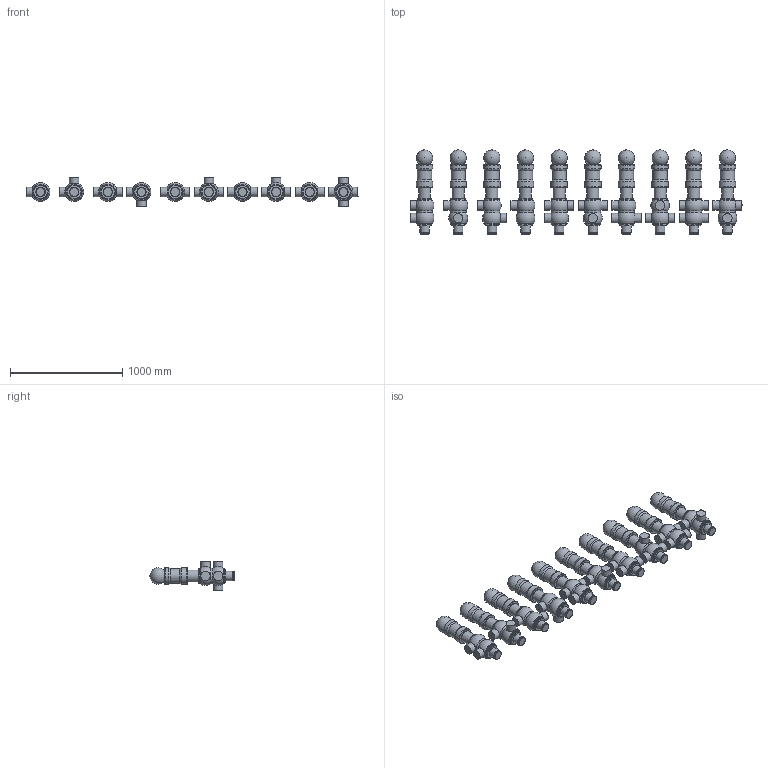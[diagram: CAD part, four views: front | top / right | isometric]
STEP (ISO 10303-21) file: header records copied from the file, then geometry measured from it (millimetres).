
FILE_DESCRIPTION(/* description */ (''),/* implementation_level */ '2;1');
FILE_NAME(/* name */ 'B925-DN080-SAL.stp',/* time_stamp */ '2015-02-10T13:30:02+01:00',/* author */ ('malp-m'),/* organization */ (''),/* preprocessor_version */ 'ST-DEVELOPER v15.6',/* originating_system */ 'Autodesk Inventor 2015',/* authorisation */ '');
FILE_SCHEMA (('AUTOMOTIVE_DESIGN { 1 0 10303 214 3 1 1 }'));
Length unit declared in the file: millimetre
Products named in the file (15): Tappo-corpoDN80; B925-DOPPIO-COR-1-0L-DN080-SALD; B925-DOPPIO-COR-1-90L-DN080-SALD; B925-DOPPIO-COR-1-180L-DN080-SALD; B925-DOPPIO-COR-1-270L-DN080-SALD; B925-DOPPIO-COR-2-0LT-DN080-SALD; B925-DOPPIO-COR-3-0TL-DN080-SALD; B925-DOPPIO-COR-3-90TL-DN080-SALD; B925-DOPPIO-COR-4-0TT-DN080-SALD; B925-DOPPIO-COR-2-90LT-DN080-SALD; B925-DOPPIO-COR-4-90TT-DN080-SALD; ASSEMBL-B925-DN080; CIL115-B925; SAGOMA-GIOTTO; B925-DN080-SAL
Assembly tree (50 placements, depth 2):
  B925-DN080-SAL
    Tappo-corpoDN80  x10
    B925-DOPPIO-COR-1-0L-DN080-SALD
    B925-DOPPIO-COR-1-90L-DN080-SALD
    B925-DOPPIO-COR-1-180L-DN080-SALD
    B925-DOPPIO-COR-1-270L-DN080-SALD
    B925-DOPPIO-COR-2-0LT-DN080-SALD
    B925-DOPPIO-COR-3-0TL-DN080-SALD
    B925-DOPPIO-COR-3-90TL-DN080-SALD
    B925-DOPPIO-COR-4-0TT-DN080-SALD
    B925-DOPPIO-COR-2-90LT-DN080-SALD
    B925-DOPPIO-COR-4-90TT-DN080-SALD
    ASSEMBL-B925-DN080  x10
    CIL115-B925  x10
    SAGOMA-GIOTTO  x10
Bounding box: 2960 x 749.89 x 260 mm (x, y, z)
Volume: 110763181.7 mm3; surface area: 5064122.6 mm2
Topology: 50 solids, 50 shells, 576 faces, 950 edges, 550 vertices
Faces by surface type: cylinder 178, plane 178, torus 110, cone 80, sphere 30
Full cylindrical faces by diameter (mm): 80 x10, 84 x10, 85 x28, 105 x10, 120 x30, 127 x10, 130 x40, 140 x10, 146 x30
Entity records: 6056 total; most frequent: DIRECTION 1218, CARTESIAN_POINT 874, AXIS2_PLACEMENT_3D 609, EDGE_LOOP 530, ORIENTED_EDGE 530, ADVANCED_FACE 279, FACE_OUTER_BOUND 278, CIRCLE 265
